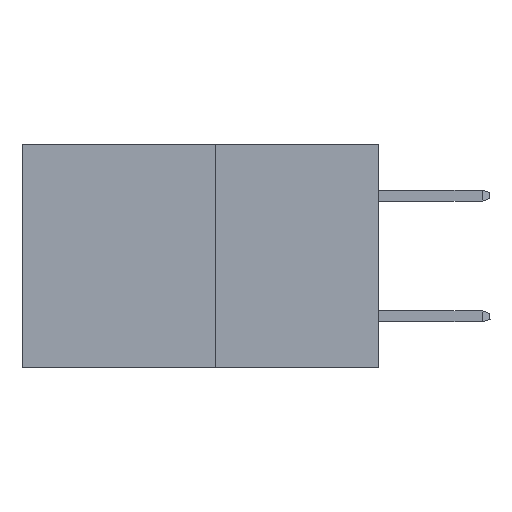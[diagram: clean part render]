
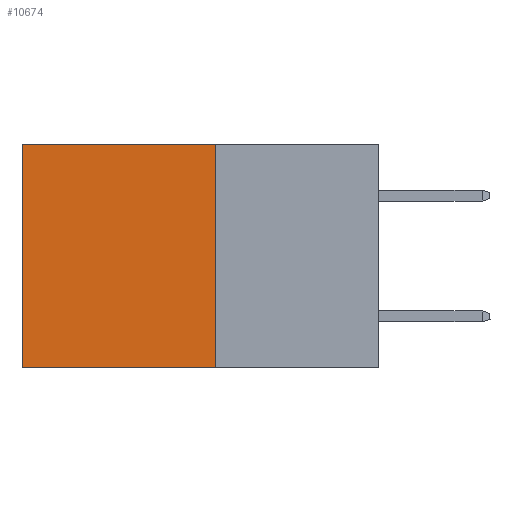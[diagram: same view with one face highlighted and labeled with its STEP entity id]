
A CAD part, left-side view. The second image highlights one B-rep face of the part: STEP entity #10674.
In plain terms, the highlighted planar face has unit normal (-1, 0, 0).
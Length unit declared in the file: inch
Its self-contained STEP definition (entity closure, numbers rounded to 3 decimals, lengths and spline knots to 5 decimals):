
#1450 = ORIENTED_EDGE ( 'NONE', *, *, #18156, .F. ) ;
#2176 = VERTEX_POINT ( 'NONE', #18058 ) ;
#2662 = LINE ( 'NONE', #6380, #21803 ) ;
#3488 = EDGE_CURVE ( 'NONE', #3784, #10141, #21031, .T. ) ;
#3549 = EDGE_LOOP ( 'NONE', ( #13800, #23748, #1450, #7525 ) ) ;
#3754 = CARTESIAN_POINT ( 'NONE',  ( 0.277, 0.27, 0. ) ) ;
#3784 = VERTEX_POINT ( 'NONE', #9370 ) ;
#4230 = CARTESIAN_POINT ( 'NONE',  ( 0.277, 0.59, -0.37 ) ) ;
#4462 = VECTOR ( 'NONE', #8028, 39.37008 ) ;
#5577 = CARTESIAN_POINT ( 'NONE',  ( 0.277, 0.27, 0. ) ) ;
#6249 = LINE ( 'NONE', #9830, #4462 ) ;
#6330 = AXIS2_PLACEMENT_3D ( 'NONE', #11299, #23648, #13156 ) ;
#6380 = CARTESIAN_POINT ( 'NONE',  ( 0.277, 0.59, -0.37 ) ) ;
#7525 = ORIENTED_EDGE ( 'NONE', *, *, #19581, .T. ) ;
#8028 = DIRECTION ( 'NONE',  ( 0., 0., -1. ) ) ;
#8268 = DIRECTION ( 'NONE',  ( 0., 0., -1. ) ) ;
#8468 = DIRECTION ( 'NONE',  ( 0., 1., 0. ) ) ;
#9370 = CARTESIAN_POINT ( 'NONE',  ( 0.277, 0.27, -0.37 ) ) ;
#9830 = CARTESIAN_POINT ( 'NONE',  ( 0.277, 0.27, -0.37 ) ) ;
#10141 = VERTEX_POINT ( 'NONE', #4230 ) ;
#10674 = ADVANCED_FACE ( 'NONE', ( #22697 ), #18610, .F. ) ;
#11299 = CARTESIAN_POINT ( 'NONE',  ( 0.277, 0.27, -0.37 ) ) ;
#11333 = VECTOR ( 'NONE', #22181, 39.37008 ) ;
#13156 = DIRECTION ( 'NONE',  ( 0., 0., -1. ) ) ;
#13800 = ORIENTED_EDGE ( 'NONE', *, *, #18259, .T. ) ;
#13922 = CARTESIAN_POINT ( 'NONE',  ( 0.277, 0.27, -0.37 ) ) ;
#15649 = VECTOR ( 'NONE', #8468, 39.37008 ) ;
#16244 = LINE ( 'NONE', #5577, #11333 ) ;
#17215 = VERTEX_POINT ( 'NONE', #3754 ) ;
#18058 = CARTESIAN_POINT ( 'NONE',  ( 0.277, 0.59, 0. ) ) ;
#18156 = EDGE_CURVE ( 'NONE', #17215, #3784, #6249, .T. ) ;
#18259 = EDGE_CURVE ( 'NONE', #2176, #10141, #2662, .T. ) ;
#18610 = PLANE ( 'NONE',  #6330 ) ;
#19581 = EDGE_CURVE ( 'NONE', #17215, #2176, #16244, .T. ) ;
#21031 = LINE ( 'NONE', #13922, #15649 ) ;
#21803 = VECTOR ( 'NONE', #8268, 39.37008 ) ;
#22181 = DIRECTION ( 'NONE',  ( 0., 1., 0. ) ) ;
#22697 = FACE_OUTER_BOUND ( 'NONE', #3549, .T. ) ;
#23648 = DIRECTION ( 'NONE',  ( 1., 0., 0. ) ) ;
#23748 = ORIENTED_EDGE ( 'NONE', *, *, #3488, .F. ) ;
